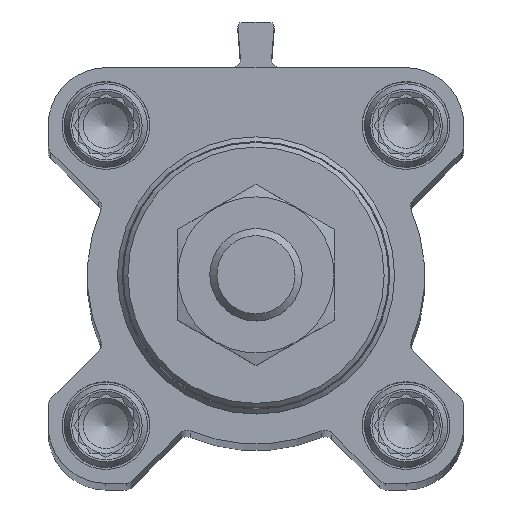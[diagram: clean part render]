
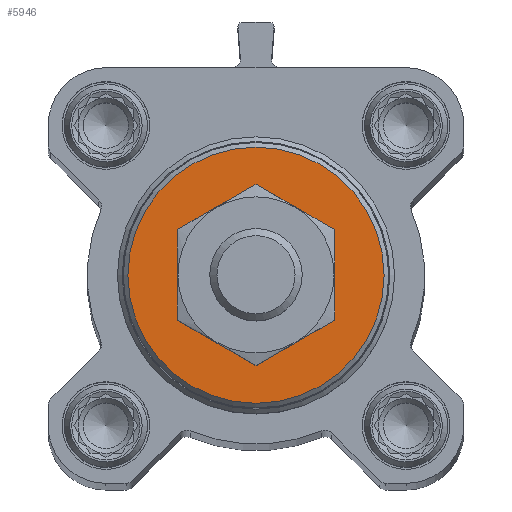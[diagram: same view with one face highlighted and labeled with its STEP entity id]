
A CAD part, top view. The second image highlights one B-rep face of the part: STEP entity #5946.
In plain terms, the highlighted planar face has unit normal (0, 0, 1).
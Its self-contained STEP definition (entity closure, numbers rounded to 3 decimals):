
#1058=PLANE('',#6424);
#1364=CIRCLE('',#6425,13.869);
#1365=CIRCLE('',#6426,6.);
#1911=ORIENTED_EDGE('',*,*,#3494,.F.);
#1912=ORIENTED_EDGE('',*,*,#3495,.T.);
#3494=EDGE_CURVE('',#4301,#4301,#1364,.T.);
#3495=EDGE_CURVE('',#4302,#4302,#1365,.T.);
#4301=VERTEX_POINT('',#9678);
#4302=VERTEX_POINT('',#9680);
#4900=EDGE_LOOP('',(#1911));
#4901=EDGE_LOOP('',(#1912));
#5397=FACE_BOUND('',#4900,.T.);
#5398=FACE_BOUND('',#4901,.T.);
#5946=ADVANCED_FACE('',(#5397,#5398),#1058,.F.);
#6424=AXIS2_PLACEMENT_3D('',#9676,#7162,#7163);
#6425=AXIS2_PLACEMENT_3D('',#9677,#7164,#7165);
#6426=AXIS2_PLACEMENT_3D('',#9679,#7166,#7167);
#7162=DIRECTION('',(0.,0.,-1.));
#7163=DIRECTION('',(-1.,0.,0.));
#7164=DIRECTION('',(0.,0.,-1.));
#7165=DIRECTION('',(-1.,0.,0.));
#7166=DIRECTION('',(0.,0.,-1.));
#7167=DIRECTION('',(-1.,0.,0.));
#9676=CARTESIAN_POINT('',(0.,0.,18.));
#9677=CARTESIAN_POINT('',(0.,0.,18.));
#9678=CARTESIAN_POINT('',(-13.869,0.,18.));
#9679=CARTESIAN_POINT('',(0.,0.,18.));
#9680=CARTESIAN_POINT('',(-6.,0.,18.));
